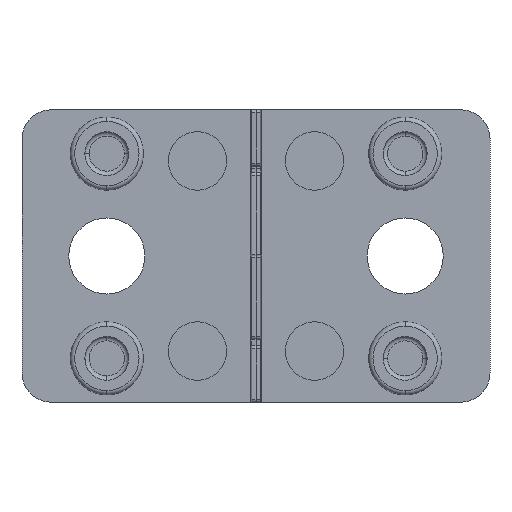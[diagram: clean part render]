
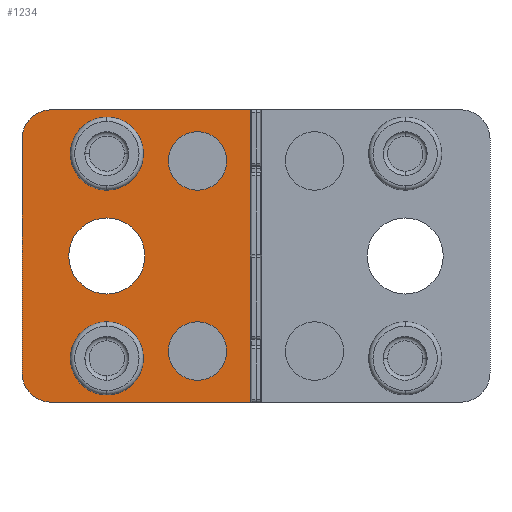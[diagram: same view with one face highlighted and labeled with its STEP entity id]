
A CAD part, front view. The second image highlights one B-rep face of the part: STEP entity #1234.
In plain terms, the highlighted planar face has unit normal (0, -1, 0).
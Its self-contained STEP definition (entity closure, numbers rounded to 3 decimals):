
#55 = EDGE_CURVE ( 'NONE', #1500, #1659, #1047, .T. ) ;
#72 = DIRECTION ( 'NONE',  ( 0., 0., 1. ) ) ;
#125 = DIRECTION ( 'NONE',  ( 0., 0., 1. ) ) ;
#166 = EDGE_CURVE ( 'NONE', #3472, #763, #2939, .T. ) ;
#170 = EDGE_CURVE ( 'NONE', #918, #2239, #2332, .T. ) ;
#186 = CIRCLE ( 'NONE', #366, 2. ) ;
#225 = EDGE_LOOP ( 'NONE', ( #1336, #590, #1001, #349, #1490, #1439 ) ) ;
#244 = CARTESIAN_POINT ( 'NONE',  ( 4., -6., -8.5 ) ) ;
#246 = EDGE_CURVE ( 'NONE', #2239, #918, #3685, .T. ) ;
#247 = FACE_OUTER_BOUND ( 'NONE', #225, .T. ) ;
#254 = CARTESIAN_POINT ( 'NONE',  ( 10.2, -6., 0. ) ) ;
#261 = DIRECTION ( 'NONE',  ( 0., -1., 0. ) ) ;
#271 = ORIENTED_EDGE ( 'NONE', *, *, #170, .F. ) ;
#274 = LINE ( 'NONE', #844, #2987 ) ;
#283 = DIRECTION ( 'NONE',  ( -1., 0., 0. ) ) ;
#286 = FACE_BOUND ( 'NONE', #526, .T. ) ;
#290 = AXIS2_PLACEMENT_3D ( 'NONE', #1963, #2857, #3757 ) ;
#349 = ORIENTED_EDGE ( 'NONE', *, *, #1754, .F. ) ;
#366 = AXIS2_PLACEMENT_3D ( 'NONE', #1162, #2047, #3514 ) ;
#376 = CARTESIAN_POINT ( 'NONE',  ( 10.2, -6., -7. ) ) ;
#384 = VERTEX_POINT ( 'NONE', #1372 ) ;
#385 = AXIS2_PLACEMENT_3D ( 'NONE', #376, #3065, #125 ) ;
#451 = CARTESIAN_POINT ( 'NONE',  ( 4., -6., -6.5 ) ) ;
#466 = FACE_BOUND ( 'NONE', #1476, .T. ) ;
#505 = AXIS2_PLACEMENT_3D ( 'NONE', #760, #2832, #1055 ) ;
#506 = AXIS2_PLACEMENT_3D ( 'NONE', #762, #1617, #1921 ) ;
#526 = EDGE_LOOP ( 'NONE', ( #271, #3200 ) ) ;
#533 = ORIENTED_EDGE ( 'NONE', *, *, #1951, .F. ) ;
#534 = AXIS2_PLACEMENT_3D ( 'NONE', #2535, #3418, #2220 ) ;
#553 = VERTEX_POINT ( 'NONE', #1253 ) ;
#590 = ORIENTED_EDGE ( 'NONE', *, *, #1534, .F. ) ;
#658 = CARTESIAN_POINT ( 'NONE',  ( 10.2, -6., 7. ) ) ;
#687 = AXIS2_PLACEMENT_3D ( 'NONE', #1030, #1655, #2531 ) ;
#742 = ORIENTED_EDGE ( 'NONE', *, *, #3019, .F. ) ;
#760 = CARTESIAN_POINT ( 'NONE',  ( 10.2, -6., -7. ) ) ;
#762 = CARTESIAN_POINT ( 'NONE',  ( 4., -6., 6.5 ) ) ;
#763 = VERTEX_POINT ( 'NONE', #1647 ) ;
#791 = CARTESIAN_POINT ( 'NONE',  ( 16., -6., -8. ) ) ;
#844 = CARTESIAN_POINT ( 'NONE',  ( 0.405, -6., -10. ) ) ;
#848 = CIRCLE ( 'NONE', #914, 2.5 ) ;
#868 = AXIS2_PLACEMENT_3D ( 'NONE', #3589, #3266, #72 ) ;
#886 = EDGE_LOOP ( 'NONE', ( #1166, #2831 ) ) ;
#908 = CIRCLE ( 'NONE', #534, 2. ) ;
#914 = AXIS2_PLACEMENT_3D ( 'NONE', #658, #2457, #984 ) ;
#918 = VERTEX_POINT ( 'NONE', #244 ) ;
#938 = AXIS2_PLACEMENT_3D ( 'NONE', #2230, #1046, #2837 ) ;
#945 = CIRCLE ( 'NONE', #2315, 2.6 ) ;
#984 = DIRECTION ( 'NONE',  ( 0., 0., 1. ) ) ;
#994 = LINE ( 'NONE', #1260, #3170 ) ;
#1001 = ORIENTED_EDGE ( 'NONE', *, *, #3026, .F. ) ;
#1005 = FACE_BOUND ( 'NONE', #886, .T. ) ;
#1009 = AXIS2_PLACEMENT_3D ( 'NONE', #3051, #1881, #2132 ) ;
#1030 = CARTESIAN_POINT ( 'NONE',  ( 4., -6., -6.5 ) ) ;
#1045 = DIRECTION ( 'NONE',  ( 0., -1., 0. ) ) ;
#1046 = DIRECTION ( 'NONE',  ( 0., 1., 0. ) ) ;
#1047 = CIRCLE ( 'NONE', #1009, 2.6 ) ;
#1055 = DIRECTION ( 'NONE',  ( 0., 0., 1. ) ) ;
#1067 = VERTEX_POINT ( 'NONE', #1305 ) ;
#1116 = CARTESIAN_POINT ( 'NONE',  ( 0.405, -6., 10. ) ) ;
#1162 = CARTESIAN_POINT ( 'NONE',  ( 14., -6., 8. ) ) ;
#1166 = ORIENTED_EDGE ( 'NONE', *, *, #166, .F. ) ;
#1232 = CIRCLE ( 'NONE', #868, 2. ) ;
#1234 = ADVANCED_FACE ( 'NONE', ( #286, #1005, #466, #3505, #247, #2704 ), #1278, .F. ) ;
#1236 = DIRECTION ( 'NONE',  ( 1., 0., 0. ) ) ;
#1253 = CARTESIAN_POINT ( 'NONE',  ( 14., -6., -10. ) ) ;
#1260 = CARTESIAN_POINT ( 'NONE',  ( 0.405, -6., 10. ) ) ;
#1278 = PLANE ( 'NONE',  #938 ) ;
#1305 = CARTESIAN_POINT ( 'NONE',  ( 16., -6., 8. ) ) ;
#1322 = LINE ( 'NONE', #2816, #1420 ) ;
#1336 = ORIENTED_EDGE ( 'NONE', *, *, #2736, .F. ) ;
#1367 = CARTESIAN_POINT ( 'NONE',  ( 0.405, -6., -10. ) ) ;
#1372 = CARTESIAN_POINT ( 'NONE',  ( 10.2, -6., -9.5 ) ) ;
#1420 = VECTOR ( 'NONE', #3130, 1000. ) ;
#1439 = ORIENTED_EDGE ( 'NONE', *, *, #2545, .F. ) ;
#1448 = VERTEX_POINT ( 'NONE', #1367 ) ;
#1476 = EDGE_LOOP ( 'NONE', ( #2500, #2619 ) ) ;
#1483 = AXIS2_PLACEMENT_3D ( 'NONE', #451, #1045, #2794 ) ;
#1490 = ORIENTED_EDGE ( 'NONE', *, *, #2819, .F. ) ;
#1500 = VERTEX_POINT ( 'NONE', #1965 ) ;
#1534 = EDGE_CURVE ( 'NONE', #1448, #2888, #2996, .T. ) ;
#1617 = DIRECTION ( 'NONE',  ( 0., -1., 0. ) ) ;
#1647 = CARTESIAN_POINT ( 'NONE',  ( 4., -6., 8.5 ) ) ;
#1655 = DIRECTION ( 'NONE',  ( 0., -1., 0. ) ) ;
#1659 = VERTEX_POINT ( 'NONE', #2353 ) ;
#1688 = DIRECTION ( 'NONE',  ( 0., 0., 1. ) ) ;
#1704 = DIRECTION ( 'NONE',  ( 0., 0., 1. ) ) ;
#1754 = EDGE_CURVE ( 'NONE', #2447, #553, #1232, .T. ) ;
#1786 = CARTESIAN_POINT ( 'NONE',  ( 10.2, -6., -4.5 ) ) ;
#1881 = DIRECTION ( 'NONE',  ( 0., -1., 0. ) ) ;
#1921 = DIRECTION ( 'NONE',  ( 0., 0., -1. ) ) ;
#1951 = EDGE_CURVE ( 'NONE', #3281, #384, #2428, .T. ) ;
#1963 = CARTESIAN_POINT ( 'NONE',  ( 10.2, -6., 7. ) ) ;
#1965 = CARTESIAN_POINT ( 'NONE',  ( 10.2, -6., -2.6 ) ) ;
#1983 = EDGE_LOOP ( 'NONE', ( #742, #3191 ) ) ;
#1987 = CARTESIAN_POINT ( 'NONE',  ( 10.2, -6., 9.5 ) ) ;
#1998 = EDGE_CURVE ( 'NONE', #763, #3472, #908, .T. ) ;
#2047 = DIRECTION ( 'NONE',  ( 0., 1., 0. ) ) ;
#2132 = DIRECTION ( 'NONE',  ( 0., 0., 1. ) ) ;
#2220 = DIRECTION ( 'NONE',  ( 0., 0., -1. ) ) ;
#2230 = CARTESIAN_POINT ( 'NONE',  ( 0.405, -6., 10. ) ) ;
#2239 = VERTEX_POINT ( 'NONE', #2512 ) ;
#2274 = CARTESIAN_POINT ( 'NONE',  ( 10.2, -6., 4.5 ) ) ;
#2315 = AXIS2_PLACEMENT_3D ( 'NONE', #254, #261, #1704 ) ;
#2332 = CIRCLE ( 'NONE', #687, 2. ) ;
#2353 = CARTESIAN_POINT ( 'NONE',  ( 10.2, -6., 2.6 ) ) ;
#2428 = CIRCLE ( 'NONE', #385, 2.5 ) ;
#2447 = VERTEX_POINT ( 'NONE', #791 ) ;
#2457 = DIRECTION ( 'NONE',  ( 0., -1., 0. ) ) ;
#2500 = ORIENTED_EDGE ( 'NONE', *, *, #3797, .F. ) ;
#2512 = CARTESIAN_POINT ( 'NONE',  ( 4., -6., -4.5 ) ) ;
#2531 = DIRECTION ( 'NONE',  ( 0., 0., -1. ) ) ;
#2535 = CARTESIAN_POINT ( 'NONE',  ( 4., -6., 6.5 ) ) ;
#2545 = EDGE_CURVE ( 'NONE', #2964, #1067, #186, .T. ) ;
#2619 = ORIENTED_EDGE ( 'NONE', *, *, #3208, .F. ) ;
#2693 = CIRCLE ( 'NONE', #505, 2.5 ) ;
#2704 = FACE_BOUND ( 'NONE', #3558, .T. ) ;
#2730 = ORIENTED_EDGE ( 'NONE', *, *, #2926, .F. ) ;
#2736 = EDGE_CURVE ( 'NONE', #2888, #2964, #994, .T. ) ;
#2794 = DIRECTION ( 'NONE',  ( 0., 0., -1. ) ) ;
#2811 = VERTEX_POINT ( 'NONE', #2274 ) ;
#2816 = CARTESIAN_POINT ( 'NONE',  ( 16., -6., 10. ) ) ;
#2819 = EDGE_CURVE ( 'NONE', #1067, #2447, #1322, .T. ) ;
#2831 = ORIENTED_EDGE ( 'NONE', *, *, #1998, .F. ) ;
#2832 = DIRECTION ( 'NONE',  ( 0., -1., 0. ) ) ;
#2837 = DIRECTION ( 'NONE',  ( 0., 0., 1. ) ) ;
#2857 = DIRECTION ( 'NONE',  ( 0., -1., 0. ) ) ;
#2888 = VERTEX_POINT ( 'NONE', #3149 ) ;
#2926 = EDGE_CURVE ( 'NONE', #384, #3281, #2693, .T. ) ;
#2939 = CIRCLE ( 'NONE', #506, 2. ) ;
#2964 = VERTEX_POINT ( 'NONE', #3737 ) ;
#2987 = VECTOR ( 'NONE', #283, 1000. ) ;
#2996 = LINE ( 'NONE', #1116, #3043 ) ;
#3001 = VERTEX_POINT ( 'NONE', #1987 ) ;
#3019 = EDGE_CURVE ( 'NONE', #1659, #1500, #945, .T. ) ;
#3026 = EDGE_CURVE ( 'NONE', #553, #1448, #274, .T. ) ;
#3043 = VECTOR ( 'NONE', #1688, 1000. ) ;
#3051 = CARTESIAN_POINT ( 'NONE',  ( 10.2, -6., 0. ) ) ;
#3065 = DIRECTION ( 'NONE',  ( 0., -1., 0. ) ) ;
#3130 = DIRECTION ( 'NONE',  ( 0., 0., -1. ) ) ;
#3149 = CARTESIAN_POINT ( 'NONE',  ( 0.405, -6., 10. ) ) ;
#3151 = CARTESIAN_POINT ( 'NONE',  ( 4., -6., 4.5 ) ) ;
#3170 = VECTOR ( 'NONE', #1236, 1000. ) ;
#3191 = ORIENTED_EDGE ( 'NONE', *, *, #55, .F. ) ;
#3200 = ORIENTED_EDGE ( 'NONE', *, *, #246, .F. ) ;
#3206 = CIRCLE ( 'NONE', #290, 2.5 ) ;
#3208 = EDGE_CURVE ( 'NONE', #2811, #3001, #3206, .T. ) ;
#3266 = DIRECTION ( 'NONE',  ( 0., 1., 0. ) ) ;
#3281 = VERTEX_POINT ( 'NONE', #1786 ) ;
#3418 = DIRECTION ( 'NONE',  ( 0., -1., 0. ) ) ;
#3472 = VERTEX_POINT ( 'NONE', #3151 ) ;
#3505 = FACE_BOUND ( 'NONE', #1983, .T. ) ;
#3514 = DIRECTION ( 'NONE',  ( 0., 0., -1. ) ) ;
#3558 = EDGE_LOOP ( 'NONE', ( #533, #2730 ) ) ;
#3589 = CARTESIAN_POINT ( 'NONE',  ( 14., -6., -8. ) ) ;
#3685 = CIRCLE ( 'NONE', #1483, 2. ) ;
#3737 = CARTESIAN_POINT ( 'NONE',  ( 14., -6., 10. ) ) ;
#3757 = DIRECTION ( 'NONE',  ( 0., 0., 1. ) ) ;
#3797 = EDGE_CURVE ( 'NONE', #3001, #2811, #848, .T. ) ;
